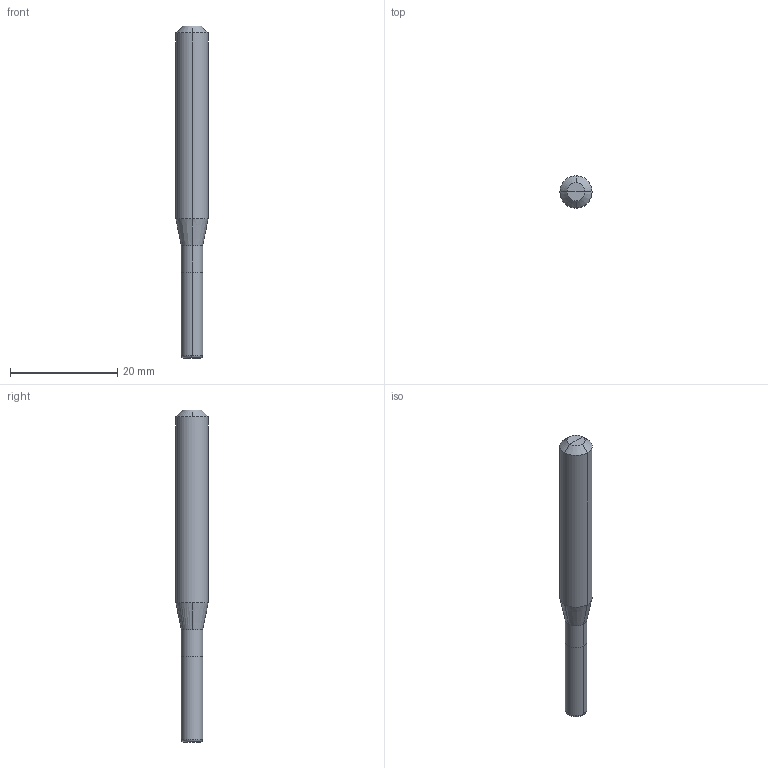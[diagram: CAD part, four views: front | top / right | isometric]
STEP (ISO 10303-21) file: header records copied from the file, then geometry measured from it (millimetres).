
FILE_DESCRIPTION((''),'2;1');
FILE_NAME('608035428-000_ASM','2024-03-28T11:57:24',('vigneshs'),(''),'CREO PARAMETRIC BY PTC INC, 2021184','CREO PARAMETRIC BY PTC INC, 2021184','');
FILE_SCHEMA(('AP242_MANAGED_MODEL_BASED_3D_ENGINEERING_MIM_LF { 1 0 10303 442 1 1 4 }'));
Length unit declared in the file: millimetre
Products named in the file (3): 608035428_1-000; 608035428_2-000; 608035428-000_ASM
Assembly tree (2 placements, depth 2):
  608035428-000_ASM
    608035428_1-000
    608035428_2-000
Bounding box: 6 x 6 x 62 mm (x, y, z)
Volume: 1367 mm3; surface area: 1597.5 mm2
Topology: 2 solids, 4 shells, 25 faces, 78 edges, 61 vertices
Faces by surface type: cylinder 9, plane 7, cone 6, torus 3
Entity records: 1956 total; most frequent: DIRECTION 232, CARTESIAN_POINT 187, PRESENTATION_STYLE_ASSIGNMENT 100, STYLED_ITEM 100, CURVE_STYLE 96, PROPERTY_DEFINITION 89, AXIS2_PLACEMENT_3D 88, ORIENTED_EDGE 87
